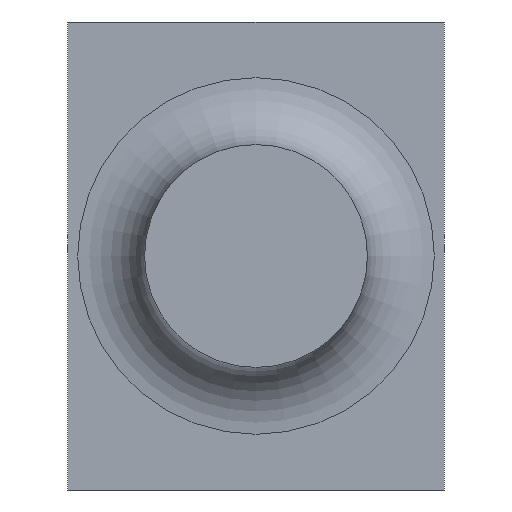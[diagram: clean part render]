
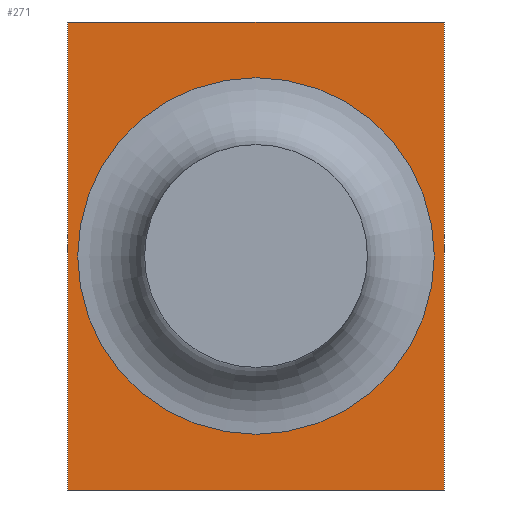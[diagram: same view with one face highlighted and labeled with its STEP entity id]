
A CAD part, front view. The second image highlights one B-rep face of the part: STEP entity #271.
In plain terms, the highlighted planar face has unit normal (0, -1, 0).
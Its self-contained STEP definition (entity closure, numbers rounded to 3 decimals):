
#15=FACE_BOUND('',#108,.T.);
#22=PLANE('',#314);
#34=LINE('',#424,#61);
#35=LINE('',#426,#62);
#36=LINE('',#428,#63);
#37=LINE('',#429,#64);
#61=VECTOR('',#350,10.);
#62=VECTOR('',#351,10.);
#63=VECTOR('',#352,10.);
#64=VECTOR('',#353,10.);
#92=FACE_OUTER_BOUND('',#107,.T.);
#107=EDGE_LOOP('',(#206,#207,#208,#209));
#108=EDGE_LOOP('',(#210));
#129=CIRCLE('',#310,8.);
#138=VERTEX_POINT('',#413);
#140=VERTEX_POINT('',#422);
#141=VERTEX_POINT('',#423);
#142=VERTEX_POINT('',#425);
#143=VERTEX_POINT('',#427);
#162=EDGE_CURVE('',#138,#138,#129,.T.);
#166=EDGE_CURVE('',#140,#141,#34,.T.);
#167=EDGE_CURVE('',#140,#142,#35,.T.);
#168=EDGE_CURVE('',#143,#142,#36,.T.);
#169=EDGE_CURVE('',#141,#143,#37,.T.);
#206=ORIENTED_EDGE('',*,*,#166,.F.);
#207=ORIENTED_EDGE('',*,*,#167,.T.);
#208=ORIENTED_EDGE('',*,*,#168,.F.);
#209=ORIENTED_EDGE('',*,*,#169,.F.);
#210=ORIENTED_EDGE('',*,*,#162,.F.);
#271=ADVANCED_FACE('',(#92,#15),#22,.T.);
#310=AXIS2_PLACEMENT_3D('',#415,#339,#340);
#314=AXIS2_PLACEMENT_3D('',#421,#348,#349);
#339=DIRECTION('center_axis',(0.,-1.,0.));
#340=DIRECTION('ref_axis',(-1.,0.,0.));
#348=DIRECTION('center_axis',(0.,-1.,0.));
#349=DIRECTION('ref_axis',(-1.,0.,0.));
#350=DIRECTION('',(1.,0.,0.));
#351=DIRECTION('',(0.,0.,-1.));
#352=DIRECTION('',(-1.,0.,0.));
#353=DIRECTION('',(0.,0.,-1.));
#413=CARTESIAN_POINT('',(6.35,-2.1,-18.5));
#415=CARTESIAN_POINT('Origin',(6.35,-2.1,-10.5));
#421=CARTESIAN_POINT('Origin',(14.8,-2.1,0.));
#422=CARTESIAN_POINT('',(-2.1,-2.1,0.));
#423=CARTESIAN_POINT('',(14.8,-2.1,0.));
#424=CARTESIAN_POINT('',(-2.1,-2.1,0.));
#425=CARTESIAN_POINT('',(-2.1,-2.1,-21.));
#426=CARTESIAN_POINT('',(-2.1,-2.1,0.));
#427=CARTESIAN_POINT('',(14.8,-2.1,-21.));
#428=CARTESIAN_POINT('',(-2.1,-2.1,-21.));
#429=CARTESIAN_POINT('',(14.8,-2.1,0.));
